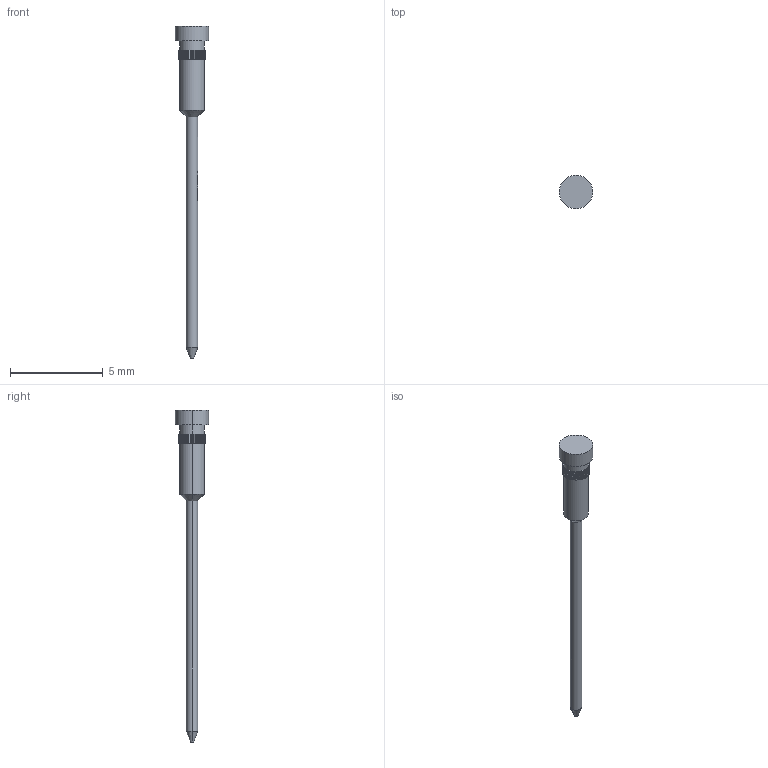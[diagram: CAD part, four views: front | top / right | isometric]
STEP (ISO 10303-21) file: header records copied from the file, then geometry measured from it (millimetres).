
FILE_DESCRIPTION (( 'STEP AP203' ), '1' );
FILE_NAME ('MOD-I-G1S3.step', '2015-07-09T11:54:32', ( 'firstrun' ), ( 'Hewlett-Packard Company' ), 'SwSTEP 2.0', 'SolidWorks 2012', '' );
FILE_SCHEMA (( 'CONFIG_CONTROL_DESIGN' ));
Length unit declared in the file: millimetre
Products named in the file (1): MOD-I-G1S3
Bounding box: 1.8 x 1.8 x 17.9 mm (x, y, z)
Volume: 11.6 mm3; surface area: 52.8 mm2
Topology: 1 solids, 1 shells, 278 faces, 801 edges, 532 vertices
Faces by surface type: plane 138, cylinder 74, bspline 62, cone 4
Entity records: 9984 total; most frequent: CARTESIAN_POINT 3052, ORIENTED_EDGE 1602, DIRECTION 1194, EDGE_CURVE 801, VERTEX_POINT 532, AXIS2_PLACEMENT_3D 399, VECTOR 396, LINE 396
